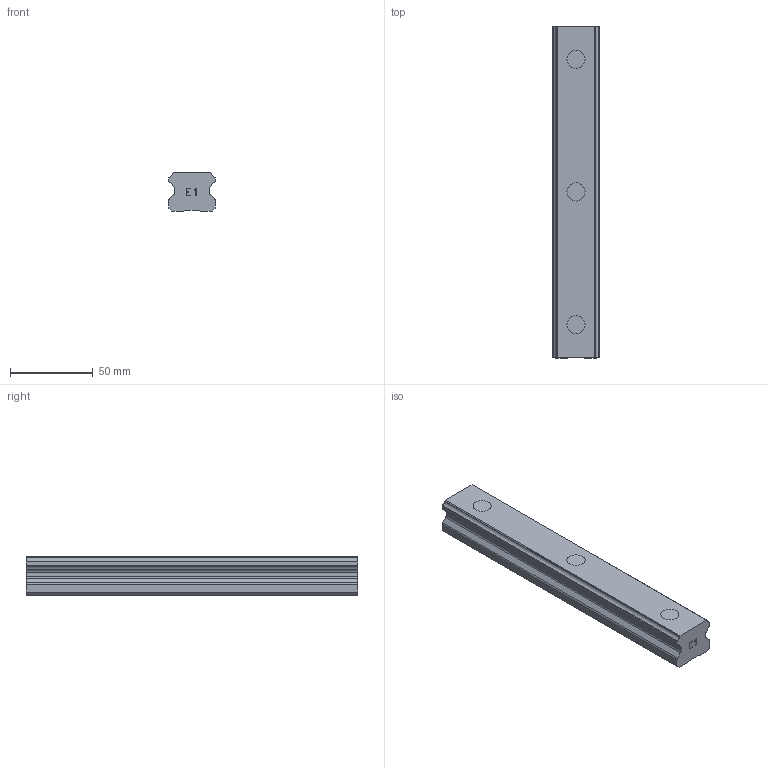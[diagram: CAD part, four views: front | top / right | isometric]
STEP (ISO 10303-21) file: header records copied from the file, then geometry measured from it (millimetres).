
FILE_DESCRIPTION(('STEP AP214'),'1');
FILE_NAME('cctmp_57297AE5-CF0A-47C0-95E1-1060D51F097A_2021_02_10_11_56_42_0025..stp','2021-02-10T10:56:42',('HIWIN GmbH'),('CADClick - www.CADClick.com'),'Spatial InterOp 3D',' ','unknown authorization');
FILE_SCHEMA(('AUTOMOTIVE_DESIGN'));
Length unit declared in the file: millimetre
Products named in the file (1): EGR30R200C_FILE
Bounding box: 28 x 200 x 23 mm (x, y, z)
Volume: 111170 mm3; surface area: 23873 mm2
Topology: 1 solids, 1 shells, 130 faces, 345 edges, 230 vertices
Faces by surface type: plane 94, cylinder 36
Entity records: 5085 total; most frequent: CARTESIAN_POINT 706, ORIENTED_EDGE 690, DIRECTION 679, EDGE_CURVE 345, LINE 273, VECTOR 273, VERTEX_POINT 230, AXIS2_PLACEMENT_3D 203
